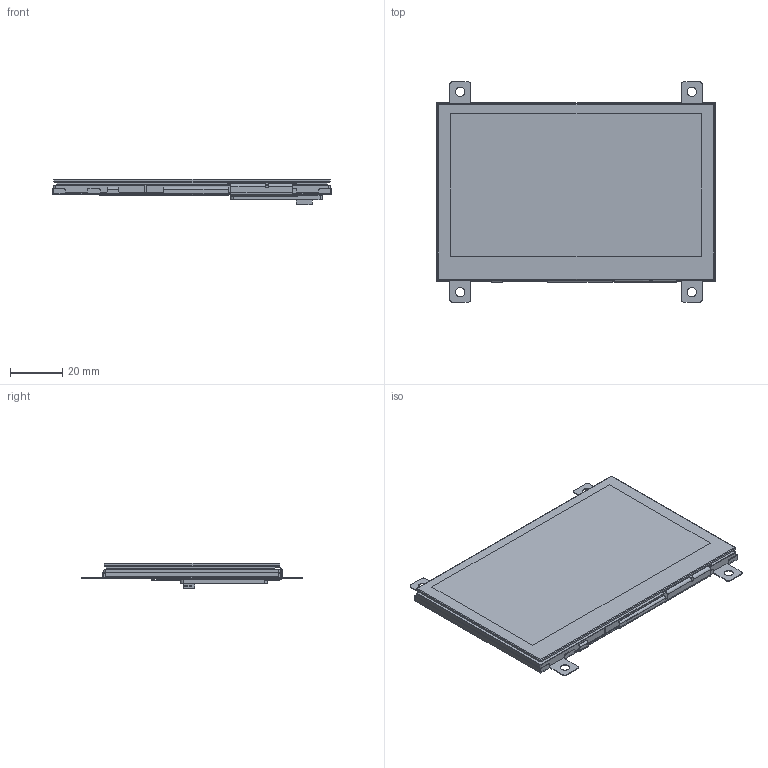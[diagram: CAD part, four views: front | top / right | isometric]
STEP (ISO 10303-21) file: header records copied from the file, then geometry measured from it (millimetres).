
FILE_DESCRIPTION(/* description */ (''),/* implementation_level */ '2;1');
FILE_NAME(/* name */ 'RVT43HLTFWCA0_Rev.1.1.stp',/* time_stamp */ '2021-09-10T12:31:47+02:00',/* author */ ('Mateusz Natywa'),/* organization */ (''),/* preprocessor_version */ 'ST-DEVELOPER v17',/* originating_system */ 'Autodesk Inventor 2019',/* authorisation */ '');
FILE_SCHEMA (('CONFIG_CONTROL_DESIGN'));
Length unit declared in the file: millimetre
Products named in the file (13): RVT43HLTNWC00_Rev.1.0; TFT; DISP; FPC; CTP; CG; SCA; SENSOR; FPC_1; DST_2; FRAME; FRAME_1; DST
Assembly tree (12 placements, depth 3):
  RVT43HLTNWC00_Rev.1.0
    TFT
      DISP
      FPC
    CTP
      CG
      SCA
      SENSOR
      FPC_1
      DST_2
    FRAME
      FRAME_1
      DST
Bounding box: 106.3 x 83.98 x 9.56 mm (x, y, z)
Volume: 38344 mm3; surface area: 93891.2 mm2
Topology: 10 solids, 10 shells, 615 faces, 1729 edges, 1138 vertices
Faces by surface type: plane 465, cylinder 130, cone 8, bspline 8, torus 4
Full cylindrical faces by diameter (mm): 3.5 x4
Entity records: 20476 total; most frequent: CARTESIAN_POINT 3739, ORIENTED_EDGE 3458, DIRECTION 3242, EDGE_CURVE 1729, LINE 1440, VECTOR 1440, VERTEX_POINT 1138, AXIS2_PLACEMENT_3D 901
